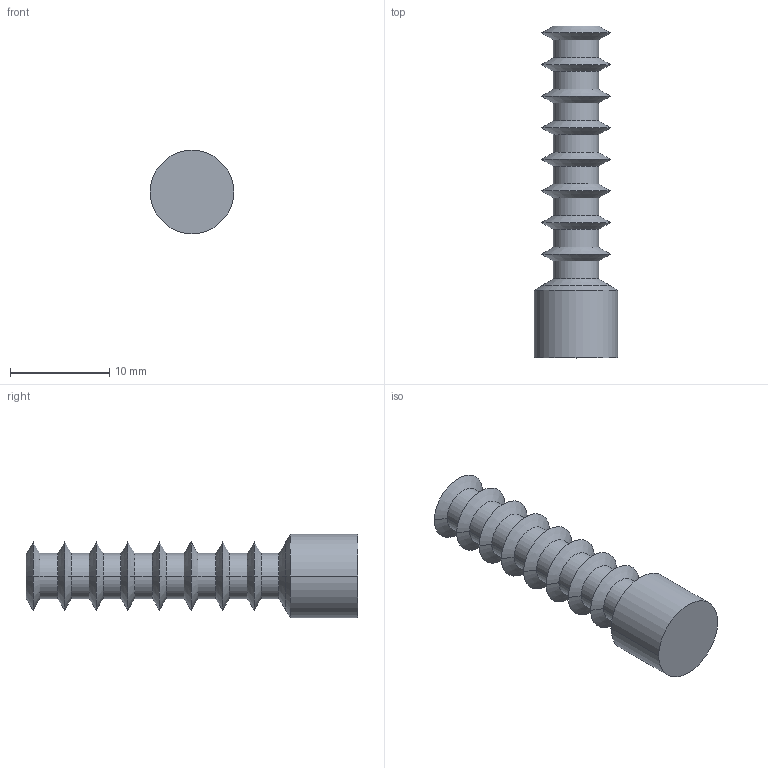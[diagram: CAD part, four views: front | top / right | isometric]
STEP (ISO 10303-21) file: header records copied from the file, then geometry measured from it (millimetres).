
FILE_DESCRIPTION (( 'STEP AP214' ), '1' );
FILE_NAME ('bellow-cav.STEP', '2020-05-21T03:46:31', ( '' ), ( '' ), 'SwSTEP 2.0', 'SolidWorks 2019', '' );
FILE_SCHEMA (( 'AUTOMOTIVE_DESIGN' ));
Length unit declared in the file: millimetre
Products named in the file (1): bellow-cav
Bounding box: 8.4 x 33.4 x 8.4 mm (x, y, z)
Volume: 942.8 mm3; surface area: 888.5 mm2
Topology: 1 solids, 1 shells, 56 faces, 110 edges, 56 vertices
Faces by surface type: cone 36, cylinder 18, plane 2
Entity records: 1428 total; most frequent: DIRECTION 280, CARTESIAN_POINT 223, ORIENTED_EDGE 220, AXIS2_PLACEMENT_3D 113, EDGE_CURVE 110, ADVANCED_FACE 56, EDGE_LOOP 56, VERTEX_POINT 56
